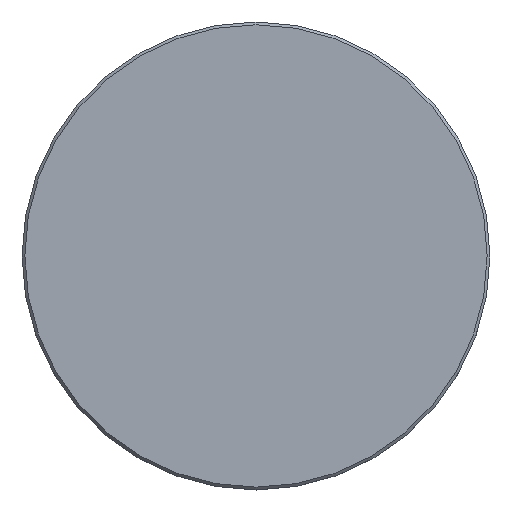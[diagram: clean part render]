
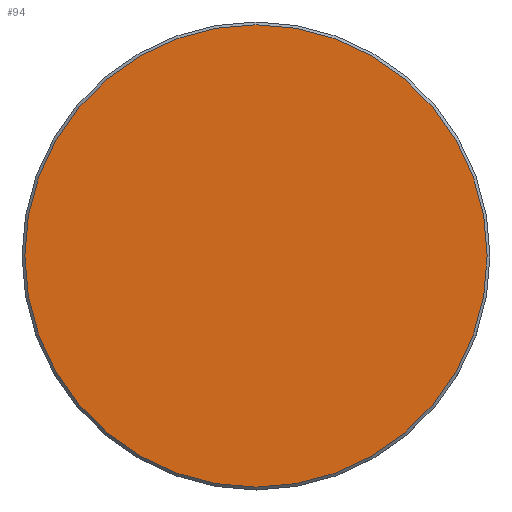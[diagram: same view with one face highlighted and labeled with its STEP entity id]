
A CAD part, top view. The second image highlights one B-rep face of the part: STEP entity #94.
In plain terms, the highlighted planar face has unit normal (0, 0, 1).
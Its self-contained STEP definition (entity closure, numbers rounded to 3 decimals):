
#94=ADVANCED_FACE('',(#107),#105,.T.);
#105=PLANE('',#247);
#107=FACE_OUTER_BOUND('',#127,.T.);
#127=EDGE_LOOP('',(#159));
#159=ORIENTED_EDGE('',*,*,#203,.T.);
#187=VERTEX_POINT('',#364);
#203=EDGE_CURVE('',#187,#187,#219,.T.);
#219=CIRCLE('',#246,24.7);
#246=AXIS2_PLACEMENT_3D('',#363,#306,#307);
#247=AXIS2_PLACEMENT_3D('',#365,#308,#309);
#306=DIRECTION('',(0.,0.,1.));
#307=DIRECTION('',(1.,0.,0.));
#308=DIRECTION('',(0.,0.,1.));
#309=DIRECTION('',(1.,0.,0.));
#363=CARTESIAN_POINT('',(-101.876,-143.299,29.));
#364=CARTESIAN_POINT('',(-77.176,-143.299,29.));
#365=CARTESIAN_POINT('',(-94.376,-143.299,29.));
